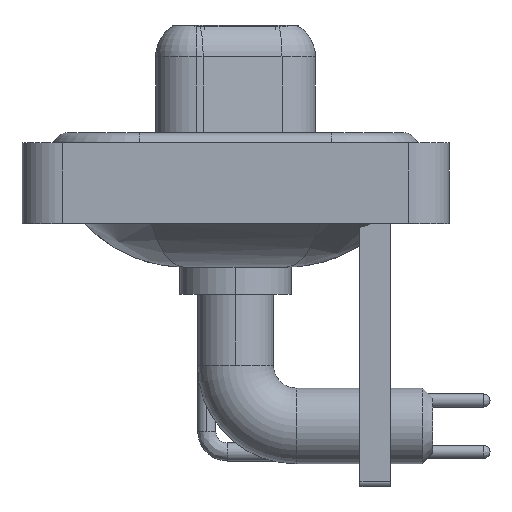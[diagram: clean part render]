
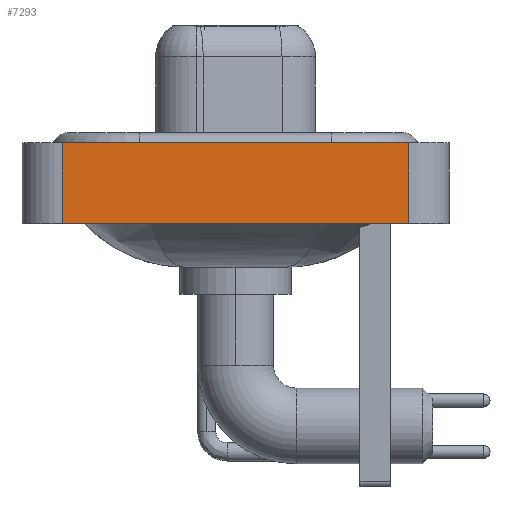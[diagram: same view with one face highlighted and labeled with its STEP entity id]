
A CAD part, left-side view. The second image highlights one B-rep face of the part: STEP entity #7293.
In plain terms, the highlighted planar face has unit normal (-1, 0, 0).
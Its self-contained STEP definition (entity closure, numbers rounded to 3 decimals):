
#80 = DIRECTION ( 'NONE',  ( 0., 0., 1. ) ) ;
#449 = VECTOR ( 'NONE', #13464, 1000. ) ;
#724 = VECTOR ( 'NONE', #11352, 1000. ) ;
#1985 = LINE ( 'NONE', #3623, #2711 ) ;
#1987 = VERTEX_POINT ( 'NONE', #14241 ) ;
#2032 = EDGE_LOOP ( 'NONE', ( #13697, #10613, #4785, #16158 ) ) ;
#2711 = VECTOR ( 'NONE', #11665, 1000. ) ;
#2804 = VECTOR ( 'NONE', #15852, 1000. ) ;
#3235 = FACE_OUTER_BOUND ( 'NONE', #2032, .T. ) ;
#3364 = LINE ( 'NONE', #9999, #449 ) ;
#3623 = CARTESIAN_POINT ( 'NONE',  ( -7.3, -8.55, 0.4 ) ) ;
#4785 = ORIENTED_EDGE ( 'NONE', *, *, #15935, .F. ) ;
#6182 = CARTESIAN_POINT ( 'NONE',  ( -7.3, -8.55, -3.6 ) ) ;
#6193 = EDGE_CURVE ( 'NONE', #10305, #14479, #14418, .T. ) ;
#6288 = EDGE_CURVE ( 'NONE', #14479, #11043, #21322, .T. ) ;
#7293 = ADVANCED_FACE ( 'NONE', ( #3235 ), #16499, .T. ) ;
#8249 = CARTESIAN_POINT ( 'NONE',  ( -7.3, -8.55, -3.6 ) ) ;
#9619 = CARTESIAN_POINT ( 'NONE',  ( -7.3, -8.55, 0.4 ) ) ;
#9987 = DIRECTION ( 'NONE',  ( -1., 0., 0. ) ) ;
#9999 = CARTESIAN_POINT ( 'NONE',  ( -7.3, 8.55, -3.6 ) ) ;
#10030 = CARTESIAN_POINT ( 'NONE',  ( -7.3, 8.55, -3.6 ) ) ;
#10305 = VERTEX_POINT ( 'NONE', #10030 ) ;
#10311 = CARTESIAN_POINT ( 'NONE',  ( -7.3, -8.55, -3.6 ) ) ;
#10613 = ORIENTED_EDGE ( 'NONE', *, *, #13526, .F. ) ;
#11043 = VERTEX_POINT ( 'NONE', #9619 ) ;
#11352 = DIRECTION ( 'NONE',  ( 0., 0., 1. ) ) ;
#11665 = DIRECTION ( 'NONE',  ( 0., -1., 0. ) ) ;
#13464 = DIRECTION ( 'NONE',  ( 0., 0., 1. ) ) ;
#13526 = EDGE_CURVE ( 'NONE', #1987, #11043, #1985, .T. ) ;
#13697 = ORIENTED_EDGE ( 'NONE', *, *, #6288, .T. ) ;
#13822 = CARTESIAN_POINT ( 'NONE',  ( -7.3, -8.55, -3.6 ) ) ;
#14241 = CARTESIAN_POINT ( 'NONE',  ( -7.3, 8.55, 0.4 ) ) ;
#14418 = LINE ( 'NONE', #6182, #2804 ) ;
#14479 = VERTEX_POINT ( 'NONE', #10311 ) ;
#15852 = DIRECTION ( 'NONE',  ( 0., -1., 0. ) ) ;
#15935 = EDGE_CURVE ( 'NONE', #10305, #1987, #3364, .T. ) ;
#16158 = ORIENTED_EDGE ( 'NONE', *, *, #6193, .T. ) ;
#16499 = PLANE ( 'NONE',  #17714 ) ;
#17714 = AXIS2_PLACEMENT_3D ( 'NONE', #8249, #9987, #80 ) ;
#21322 = LINE ( 'NONE', #13822, #724 ) ;
